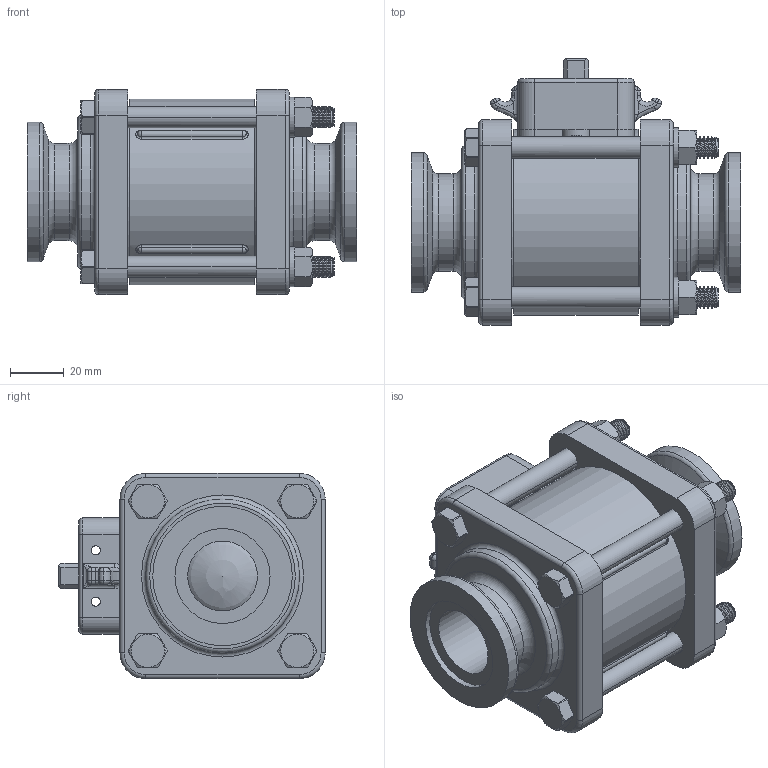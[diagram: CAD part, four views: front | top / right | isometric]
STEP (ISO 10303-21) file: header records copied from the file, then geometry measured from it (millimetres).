
FILE_DESCRIPTION(/* description */ ('1" EVX 2-WAY BOLTED MANIFOLD VALVE'),/* implementation_level */ '2;1');
FILE_NAME(/* name */ 'MEVX101X.stp',/* time_stamp */ '2019-09-17T12:07:29-04:00',/* author */ ('CPM'),/* organization */ (''),/* preprocessor_version */ 'ST-DEVELOPER v17.2',/* originating_system */ 'Autodesk Inventor 2019',/* authorisation */ '');
FILE_SCHEMA (('AUTOMOTIVE_DESIGN { 1 0 10303 214 3 1 1 }'));
Length unit declared in the file: inch
Products named in the file (13): MEVX101X; MEVX10254A; MEVX10254AX; VE10155SSH; VE10278A; V10278X; VE10264; V10117; V10118; V10119; VE10258A; EVP20151A; AQ206V
Assembly tree (24 placements, depth 3):
  MEVX101X
    MEVX10254A
      MEVX10254AX
    VE10155SSH
    VE10278A  x2
      V10278X
    VE10264  x2
    V10117  x4
    V10118  x4
    V10119  x4
    VE10258A  x2
    EVP20151A
    AQ206V
Bounding box: 122.56 x 98.88 x 76.2 mm (x, y, z)
Volume: 327659.5 mm3; surface area: 119592.8 mm2
Topology: 22 solids, 22 shells, 1313 faces, 3021 edges, 1783 vertices
Faces by surface type: cylinder 520, cone 422, plane 222, torus 95, bspline 32, sphere 22
Full cylindrical faces by diameter (mm): 3.429 x4, 8.89 x8, 13.665 x1, 19.177 x2, 19.304 x1, 25.4 x1, 25.908 x7, 35.306 x2, 36.068 x2, 37.973 x2, 38.1 x2, 44.958 x2, 51.816 x2, 53.848 x1, 53.95 x2, 57.15 x2, 60.325 x2, 62.992 x2, 63.5 x2
Entity records: 21462 total; most frequent: CARTESIAN_POINT 7367, DIRECTION 2977, ORIENTED_EDGE 2786, EDGE_CURVE 1393, AXIS2_PLACEMENT_3D 1232, VERTEX_POINT 859, EDGE_LOOP 640, CIRCLE 611
